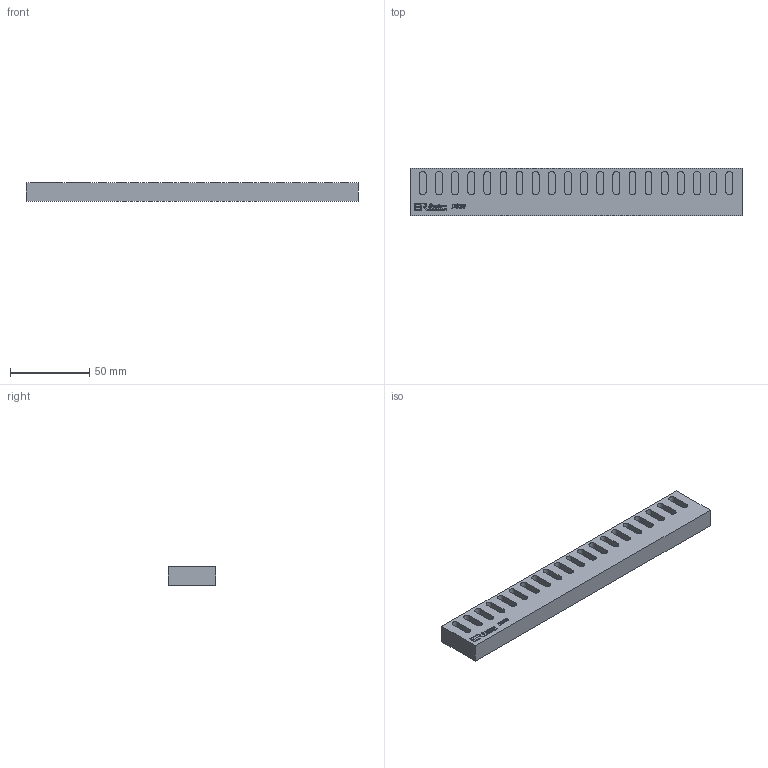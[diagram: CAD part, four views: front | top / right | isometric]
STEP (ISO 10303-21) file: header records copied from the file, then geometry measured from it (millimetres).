
FILE_DESCRIPTION( ( 'Unknown' ), '1' );
FILE_NAME( '712220000-A.stp', 'Unknown', ( 'Unknown' ), ( 'Unknown' ), 'PSStep 15.0.49', 'Unknown', ' ' );
FILE_SCHEMA( ( 'AUTOMOTIVE_DESIGN { 1 0 10303 214 1 1 1 1 }' ) );
Length unit declared in the file: millimetre
Products named in the file (1): 1
Bounding box: 210 x 30 x 12 mm (x, y, z)
Volume: 68488.6 mm3; surface area: 22574.4 mm2
Topology: 1 solids, 1 shells, 205 faces, 501 edges, 334 vertices
Faces by surface type: plane 137, cylinder 40, extrusion 28
Entity records: 9510 total; most frequent: CARTESIAN_POINT 3040, ORIENTED_EDGE 998, DIRECTION 907, EDGE_CURVE 499, VECTOR 391, LINE 363, VERTEX_POINT 334, AXIS2_PLACEMENT_3D 258
